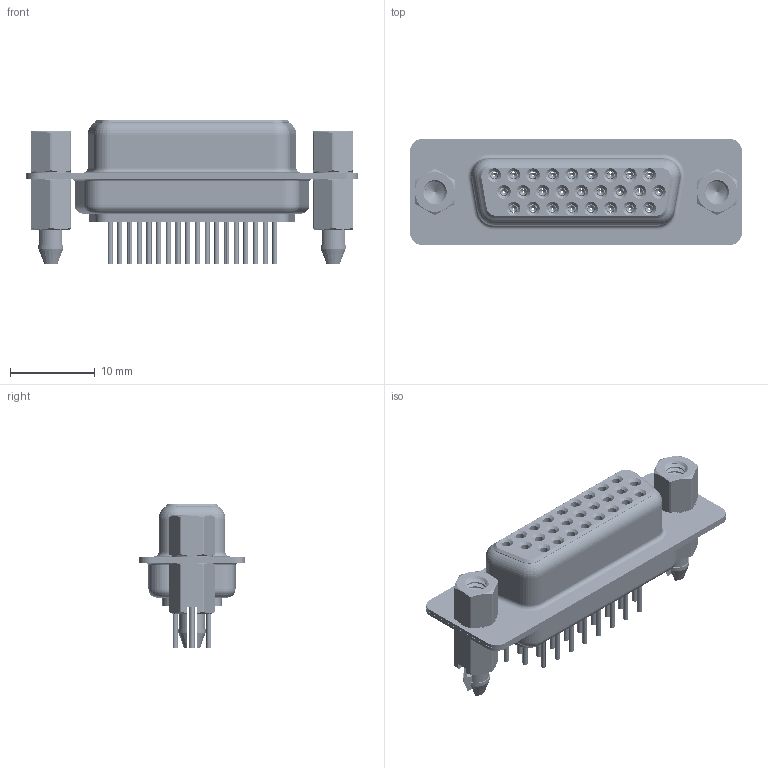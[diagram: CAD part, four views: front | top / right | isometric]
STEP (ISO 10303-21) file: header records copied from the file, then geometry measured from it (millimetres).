
FILE_DESCRIPTION (( 'STEP AP203' ), '1' );
FILE_NAME ('MHHDD-26FNS-H1.STEP', '2025-11-20T15:01:54', ( '' ), ( '' ), 'SwSTEP 2.0', 'SolidWorks 2023', '' );
FILE_SCHEMA (( 'CONFIG_CONTROL_DESIGN' ));
Length unit declared in the file: millimetre
Products named in the file (9): MHHDD Contact Row 3_30L; MHHDD-26FNS-H1; MHHDD Contact Row 1_30L; MHHDD Housing_26 Contacts; MHHDD Shell Rear_26 Contacts; MHHDD Hex Standoff; MHHDD Threaded Boardlock_LP; MHHDD Shell Front_26 Contacts; MHHDD Contact Row 2_30L
Assembly tree (33 placements, depth 2):
  MHHDD-26FNS-H1
    MHHDD Housing_26 Contacts
    MHHDD Shell Front_26 Contacts
    MHHDD Shell Rear_26 Contacts
    MHHDD Contact Row 1_30L  x9
    MHHDD Contact Row 2_30L  x9
    MHHDD Contact Row 3_30L  x8
    MHHDD Hex Standoff  x2
    MHHDD Threaded Boardlock_LP  x2
Bounding box: 39.19 x 12.55 x 17.1 mm (x, y, z)
Volume: 2444.1 mm3; surface area: 8883.5 mm2
Topology: 33 solids, 33 shells, 3788 faces, 9699 edges, 6038 vertices
Faces by surface type: cylinder 1099, plane 931, torus 733, bspline 538, cone 487
Entity records: 39052 total; most frequent: CARTESIAN_POINT 13416, DIRECTION 5114, ORIENTED_EDGE 5014, EDGE_CURVE 2507, AXIS2_PLACEMENT_3D 2117, VERTEX_POINT 1583, EDGE_LOOP 1182, CIRCLE 1122
